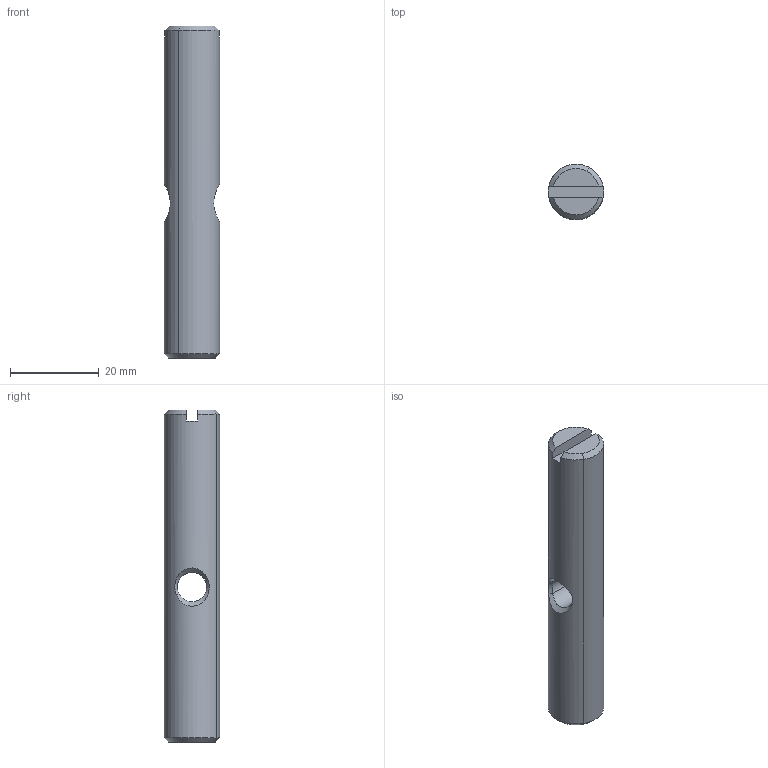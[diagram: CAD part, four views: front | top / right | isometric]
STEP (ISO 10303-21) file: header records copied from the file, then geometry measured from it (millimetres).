
FILE_DESCRIPTION(('CATIA V5 STEP Exchange'),'2;1');
FILE_NAME('Axe taraude.stp','2017-02-22T21:34:57+00:00',('none'),('none'),'CATIA Version 5 Release 20 GA (IN-10)','CATIA V5 STEP AP203','none');
FILE_SCHEMA(('CONFIG_CONTROL_DESIGN'));
Length unit declared in the file: millimetre
Products named in the file (1): Part1
Bounding box: 12.5 x 12.5 x 75 mm (x, y, z)
Volume: 8656.3 mm3; surface area: 3331.3 mm2
Topology: 1 solids, 1 shells, 20 faces, 46 edges, 28 vertices
Faces by surface type: plane 6, cone 6, cylinder 4, bspline 4
Entity records: 966 total; most frequent: CARTESIAN_POINT 522, ORIENTED_EDGE 92, DIRECTION 58, EDGE_CURVE 46, AXIS2_PLACEMENT_3D 29, VERTEX_POINT 28, EDGE_LOOP 22, ADVANCED_FACE 20
